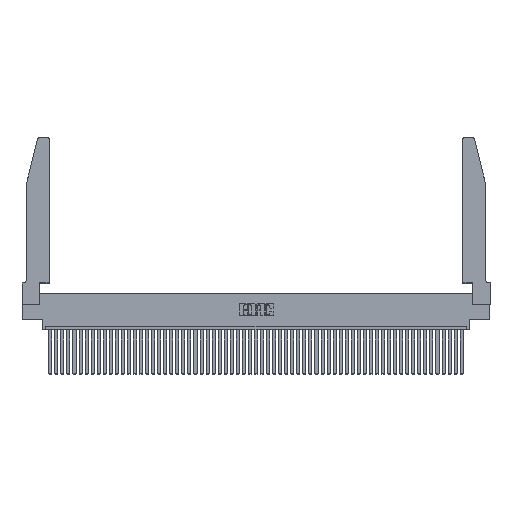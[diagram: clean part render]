
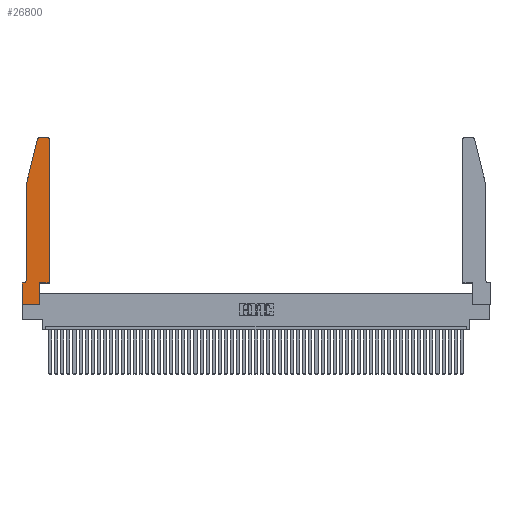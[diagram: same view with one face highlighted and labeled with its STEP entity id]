
A CAD part, top view. The second image highlights one B-rep face of the part: STEP entity #26800.
In plain terms, the highlighted planar face has unit normal (0, 0, 1).
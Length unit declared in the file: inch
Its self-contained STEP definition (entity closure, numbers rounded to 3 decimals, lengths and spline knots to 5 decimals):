
#133 = EDGE_CURVE ( 'NONE', #2018, #22687, #36950, .T. ) ;
#594 = CIRCLE ( 'NONE', #7121, 0.03 ) ;
#2018 = VERTEX_POINT ( 'NONE', #5213 ) ;
#2178 = DIRECTION ( 'NONE',  ( 0., 0., 1. ) ) ;
#3216 = EDGE_CURVE ( 'NONE', #49539, #24896, #36797, .T. ) ;
#3815 = LINE ( 'NONE', #26031, #35131 ) ;
#4194 = DIRECTION ( 'NONE',  ( -0.239, -0.971, 0. ) ) ;
#4203 = LINE ( 'NONE', #26185, #30398 ) ;
#4485 = CARTESIAN_POINT ( 'NONE',  ( 0.4505, 0.35, 0.37 ) ) ;
#4604 = EDGE_CURVE ( 'NONE', #19741, #22928, #7878, .T. ) ;
#5213 = CARTESIAN_POINT ( 'NONE',  ( 0.284, 2.75, 0.37 ) ) ;
#5705 = CARTESIAN_POINT ( 'NONE',  ( 0.0755, 2., 0.37 ) ) ;
#6009 = DIRECTION ( 'NONE',  ( 1., 0., 0. ) ) ;
#6559 = CARTESIAN_POINT ( 'NONE',  ( 0., 0., 0.37 ) ) ;
#7121 = AXIS2_PLACEMENT_3D ( 'NONE', #10644, #2178, #35311 ) ;
#7790 = LINE ( 'NONE', #39565, #39070 ) ;
#7878 = LINE ( 'NONE', #4485, #34665 ) ;
#8277 = DIRECTION ( 'NONE',  ( 0., 1., 0. ) ) ;
#8493 = CARTESIAN_POINT ( 'NONE',  ( 0., 0., 0.37 ) ) ;
#9803 = EDGE_CURVE ( 'NONE', #18287, #22028, #32121, .T. ) ;
#9916 = EDGE_CURVE ( 'NONE', #22928, #39330, #594, .T. ) ;
#10644 = CARTESIAN_POINT ( 'NONE',  ( 0.4205, 2.72, 0.37 ) ) ;
#10901 = EDGE_CURVE ( 'NONE', #39330, #2018, #22316, .T. ) ;
#11132 = ORIENTED_EDGE ( 'NONE', *, *, #9916, .T. ) ;
#11761 = DIRECTION ( 'NONE',  ( 0., 1., 0. ) ) ;
#12398 = EDGE_CURVE ( 'NONE', #22028, #19741, #3815, .T. ) ;
#12603 = CIRCLE ( 'NONE', #47960, 0.07 ) ;
#13507 = VECTOR ( 'NONE', #11761, 39.37008 ) ;
#13690 = EDGE_CURVE ( 'NONE', #24896, #18287, #4203, .T. ) ;
#14348 = VECTOR ( 'NONE', #20146, 39.37008 ) ;
#14782 = ORIENTED_EDGE ( 'NONE', *, *, #31422, .T. ) ;
#15591 = DIRECTION ( 'NONE',  ( -1., 0., 0. ) ) ;
#17211 = DIRECTION ( 'NONE',  ( -1., 0., 0. ) ) ;
#17593 = CARTESIAN_POINT ( 'NONE',  ( 0.2865, 0.35, 0.37 ) ) ;
#17630 = CARTESIAN_POINT ( 'NONE',  ( 0.0755, 0.42, 0.37 ) ) ;
#17999 = ORIENTED_EDGE ( 'NONE', *, *, #43304, .T. ) ;
#18287 = VERTEX_POINT ( 'NONE', #19956 ) ;
#18865 = CARTESIAN_POINT ( 'NONE',  ( 0., 0.35, 0.37 ) ) ;
#19203 = DIRECTION ( 'NONE',  ( -1., 0., 0. ) ) ;
#19441 = ORIENTED_EDGE ( 'NONE', *, *, #3216, .T. ) ;
#19741 = VERTEX_POINT ( 'NONE', #22318 ) ;
#19956 = CARTESIAN_POINT ( 'NONE',  ( 0.2865, 0., 0.37 ) ) ;
#20146 = DIRECTION ( 'NONE',  ( 0., -1., 0. ) ) ;
#20167 = FACE_OUTER_BOUND ( 'NONE', #25838, .T. ) ;
#20173 = DIRECTION ( 'NONE',  ( 0., 0., 1. ) ) ;
#21066 = VECTOR ( 'NONE', #4194, 39.37008 ) ;
#21069 = EDGE_CURVE ( 'NONE', #46018, #49539, #7790, .T. ) ;
#22028 = VERTEX_POINT ( 'NONE', #17593 ) ;
#22316 = LINE ( 'NONE', #31507, #50496 ) ;
#22318 = CARTESIAN_POINT ( 'NONE',  ( 0.4505, 0.35, 0.37 ) ) ;
#22363 = LINE ( 'NONE', #32299, #21066 ) ;
#22687 = VERTEX_POINT ( 'NONE', #40558 ) ;
#22928 = VERTEX_POINT ( 'NONE', #51241 ) ;
#23763 = CARTESIAN_POINT ( 'NONE',  ( 0.284, 2.72, 0.37 ) ) ;
#24896 = VERTEX_POINT ( 'NONE', #6559 ) ;
#25786 = ORIENTED_EDGE ( 'NONE', *, *, #41433, .T. ) ;
#25838 = EDGE_LOOP ( 'NONE', ( #38493, #46169, #25786, #14782, #17999, #43096, #19441, #41608, #44152, #50117, #48749, #11132 ) ) ;
#25844 = DIRECTION ( 'NONE',  ( 1., 0., 0. ) ) ;
#26031 = CARTESIAN_POINT ( 'NONE',  ( 0.4505, 0.35, 0.37 ) ) ;
#26185 = CARTESIAN_POINT ( 'NONE',  ( 0., 0., 0.37 ) ) ;
#26800 = ADVANCED_FACE ( 'NONE', ( #20167 ), #34446, .T. ) ;
#27105 = DIRECTION ( 'NONE',  ( 0., -1., 0. ) ) ;
#29400 = DIRECTION ( 'NONE',  ( 0., 0., -1. ) ) ;
#30398 = VECTOR ( 'NONE', #6009, 39.37008 ) ;
#30602 = VERTEX_POINT ( 'NONE', #17630 ) ;
#31422 = EDGE_CURVE ( 'NONE', #35544, #30602, #51675, .T. ) ;
#31507 = CARTESIAN_POINT ( 'NONE',  ( 0.2605, 2.75, 0.37 ) ) ;
#32121 = LINE ( 'NONE', #52691, #13507 ) ;
#32180 = DIRECTION ( 'NONE',  ( 1., 0., 0. ) ) ;
#32299 = CARTESIAN_POINT ( 'NONE',  ( 0.0755, 2., 0.37 ) ) ;
#32680 = CARTESIAN_POINT ( 'NONE',  ( 0.0055, 0.35, 0.37 ) ) ;
#33893 = DIRECTION ( 'NONE',  ( 0., 0., 1. ) ) ;
#34446 = PLANE ( 'NONE',  #35711 ) ;
#34665 = VECTOR ( 'NONE', #8277, 39.37008 ) ;
#35131 = VECTOR ( 'NONE', #25844, 39.37008 ) ;
#35311 = DIRECTION ( 'NONE',  ( 1., 0., 0. ) ) ;
#35544 = VERTEX_POINT ( 'NONE', #5705 ) ;
#35711 = AXIS2_PLACEMENT_3D ( 'NONE', #50888, #33893, #42835 ) ;
#36797 = LINE ( 'NONE', #8493, #14348 ) ;
#36950 = CIRCLE ( 'NONE', #47946, 0.03 ) ;
#37465 = CARTESIAN_POINT ( 'NONE',  ( 0.0055, 0.42, 0.37 ) ) ;
#38493 = ORIENTED_EDGE ( 'NONE', *, *, #10901, .T. ) ;
#39070 = VECTOR ( 'NONE', #19203, 39.37008 ) ;
#39330 = VERTEX_POINT ( 'NONE', #41856 ) ;
#39565 = CARTESIAN_POINT ( 'NONE',  ( 0.0755, 0.35, 0.37 ) ) ;
#40558 = CARTESIAN_POINT ( 'NONE',  ( 0.25487, 2.72718, 0.37 ) ) ;
#41433 = EDGE_CURVE ( 'NONE', #22687, #35544, #22363, .T. ) ;
#41608 = ORIENTED_EDGE ( 'NONE', *, *, #13690, .T. ) ;
#41856 = CARTESIAN_POINT ( 'NONE',  ( 0.4205, 2.75, 0.37 ) ) ;
#42835 = DIRECTION ( 'NONE',  ( 1., 0., 0. ) ) ;
#43096 = ORIENTED_EDGE ( 'NONE', *, *, #21069, .T. ) ;
#43304 = EDGE_CURVE ( 'NONE', #30602, #46018, #12603, .T. ) ;
#43778 = CARTESIAN_POINT ( 'NONE',  ( 0.0755, 2., 0.37 ) ) ;
#44152 = ORIENTED_EDGE ( 'NONE', *, *, #9803, .T. ) ;
#46018 = VERTEX_POINT ( 'NONE', #32680 ) ;
#46169 = ORIENTED_EDGE ( 'NONE', *, *, #133, .T. ) ;
#47946 = AXIS2_PLACEMENT_3D ( 'NONE', #23763, #20173, #32180 ) ;
#47960 = AXIS2_PLACEMENT_3D ( 'NONE', #37465, #29400, #17211 ) ;
#48749 = ORIENTED_EDGE ( 'NONE', *, *, #4604, .T. ) ;
#49539 = VERTEX_POINT ( 'NONE', #18865 ) ;
#50117 = ORIENTED_EDGE ( 'NONE', *, *, #12398, .T. ) ;
#50496 = VECTOR ( 'NONE', #15591, 39.37008 ) ;
#50888 = CARTESIAN_POINT ( 'NONE',  ( 0., 0.35, 0.37 ) ) ;
#51241 = CARTESIAN_POINT ( 'NONE',  ( 0.4505, 2.72, 0.37 ) ) ;
#51675 = LINE ( 'NONE', #43778, #52982 ) ;
#52691 = CARTESIAN_POINT ( 'NONE',  ( 0.2865, 0.35, 0.37 ) ) ;
#52982 = VECTOR ( 'NONE', #27105, 39.37008 ) ;
